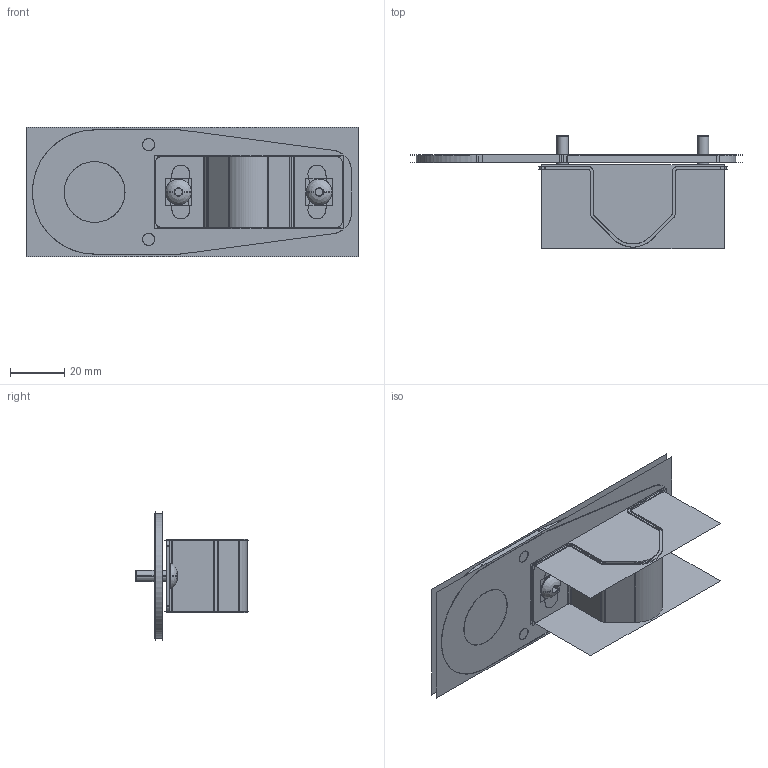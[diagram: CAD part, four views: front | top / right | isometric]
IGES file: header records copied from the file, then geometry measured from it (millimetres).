
Start section:  PTC IGES file: 170590.igs
Global section: file name: 170590.igs; native system: Pro/ENGINEER by Parametric Technology Corporation; preprocessor: 2009141; author: banengservice; organization: Unknown; date: 20130208.120358; units: millimetre
Bounding box: 122.72 x 42 x 47.84 mm (x, y, z)
Volume: 14788.4 mm3; surface area: 74446.7 mm2
Topology: 4 solids, 6 shells, 200 faces, 1054 edges, 1360 vertices
Faces by surface type: revolution 114, bspline 86
